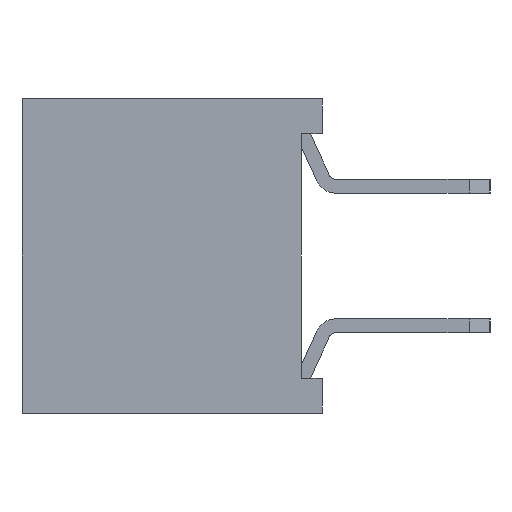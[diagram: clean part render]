
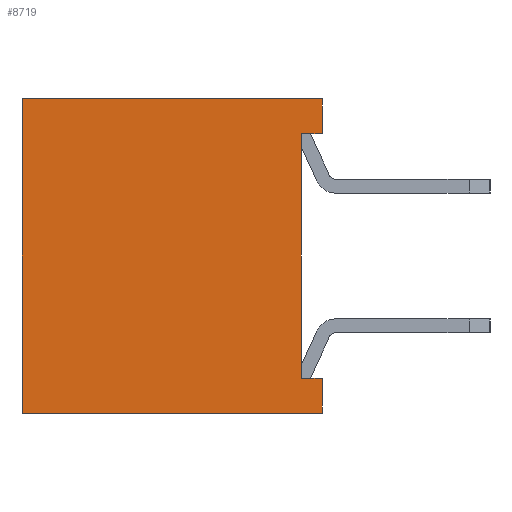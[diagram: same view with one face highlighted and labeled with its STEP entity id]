
A CAD part, left-side view. The second image highlights one B-rep face of the part: STEP entity #8719.
In plain terms, the highlighted planar face has unit normal (-1, 0, 0).
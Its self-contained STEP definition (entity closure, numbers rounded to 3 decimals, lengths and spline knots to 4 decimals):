
#221=DIRECTION('',(0.,1.,0.));
#222=VECTOR('',#221,0.3);
#223=CARTESIAN_POINT('',(-22.25,0.,-1.75));
#224=LINE('',#223,#222);
#225=DIRECTION('',(0.,0.,1.));
#226=VECTOR('',#225,0.5);
#227=CARTESIAN_POINT('',(-22.25,0.,-2.25));
#228=LINE('',#227,#226);
#229=DIRECTION('',(0.,0.,-1.));
#230=VECTOR('',#229,4.5);
#231=CARTESIAN_POINT('',(-22.25,4.3,2.25));
#232=LINE('',#231,#230);
#233=DIRECTION('',(0.,0.,1.));
#234=VECTOR('',#233,0.5);
#235=CARTESIAN_POINT('',(-22.25,0.,1.75));
#236=LINE('',#235,#234);
#237=DIRECTION('',(0.,0.,1.));
#238=VECTOR('',#237,3.5);
#239=CARTESIAN_POINT('',(-22.25,0.3,-1.75));
#240=LINE('',#239,#238);
#249=DIRECTION('',(0.,1.,0.));
#250=VECTOR('',#249,4.3);
#251=CARTESIAN_POINT('',(-22.25,0.,-2.25));
#252=LINE('',#251,#250);
#285=DIRECTION('',(0.,-1.,0.));
#286=VECTOR('',#285,0.3);
#287=CARTESIAN_POINT('',(-22.25,0.3,1.75));
#288=LINE('',#287,#286);
#509=DIRECTION('',(0.,-1.,0.));
#510=VECTOR('',#509,4.3);
#511=CARTESIAN_POINT('',(-22.25,4.3,2.25));
#512=LINE('',#511,#510);
#5730=CARTESIAN_POINT('',(-22.25,0.,-1.75));
#5732=VERTEX_POINT('',#5730);
#5733=CARTESIAN_POINT('',(-22.25,0.,-2.25));
#5734=VERTEX_POINT('',#5733);
#5737=CARTESIAN_POINT('',(-22.25,0.,1.75));
#5739=VERTEX_POINT('',#5737);
#5743=CARTESIAN_POINT('',(-22.25,0.,2.25));
#5744=VERTEX_POINT('',#5743);
#5746=CARTESIAN_POINT('',(-22.25,0.3,-1.75));
#5748=VERTEX_POINT('',#5746);
#6191=CARTESIAN_POINT('',(-22.25,0.3,1.75));
#6192=VERTEX_POINT('',#6191);
#6221=CARTESIAN_POINT('',(-22.25,4.3,2.25));
#6222=CARTESIAN_POINT('',(-22.25,4.3,-2.25));
#6223=VERTEX_POINT('',#6221);
#6224=VERTEX_POINT('',#6222);
#8700=CARTESIAN_POINT('',(-22.25,2.15,0.));
#8701=DIRECTION('',(1.,0.,0.));
#8702=DIRECTION('',(0.,0.,1.));
#8703=AXIS2_PLACEMENT_3D('',#8700,#8701,#8702);
#8704=PLANE('',#8703);
#8705=ORIENTED_EDGE('',*,*,#7723,.F.);
#8706=ORIENTED_EDGE('',*,*,#7532,.F.);
#8708=ORIENTED_EDGE('',*,*,#8707,.T.);
#8709=ORIENTED_EDGE('',*,*,#8253,.F.);
#8711=ORIENTED_EDGE('',*,*,#8710,.T.);
#8713=ORIENTED_EDGE('',*,*,#8712,.F.);
#8715=ORIENTED_EDGE('',*,*,#8714,.F.);
#8716=ORIENTED_EDGE('',*,*,#7736,.F.);
#8717=EDGE_LOOP('',(#8705,#8706,#8708,#8709,#8711,#8713,#8715,#8716));
#8718=FACE_OUTER_BOUND('',#8717,.F.);
#7532=EDGE_CURVE('',#5734,#5732,#228,.T.);
#7723=EDGE_CURVE('',#5732,#5748,#224,.T.);
#7736=EDGE_CURVE('',#5748,#6192,#240,.T.);
#8253=EDGE_CURVE('',#6223,#6224,#232,.T.);
#8707=EDGE_CURVE('',#5734,#6224,#252,.T.);
#8710=EDGE_CURVE('',#6223,#5744,#512,.T.);
#8712=EDGE_CURVE('',#5739,#5744,#236,.T.);
#8714=EDGE_CURVE('',#6192,#5739,#288,.T.);
#8719=ADVANCED_FACE('',(#8718),#8704,.F.);
